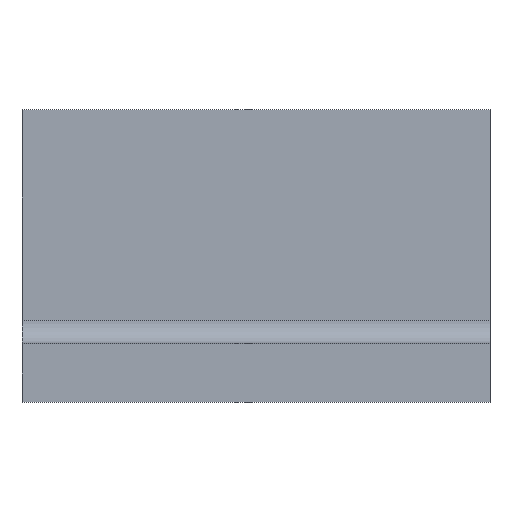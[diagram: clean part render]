
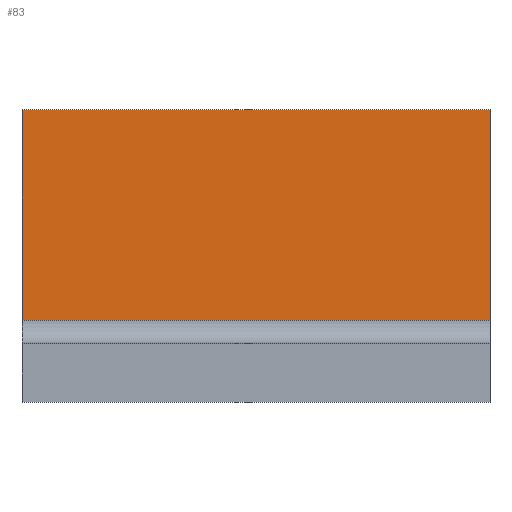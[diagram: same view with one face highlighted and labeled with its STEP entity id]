
A CAD part, front view. The second image highlights one B-rep face of the part: STEP entity #83.
In plain terms, the highlighted planar face has unit normal (0, -1, 0).
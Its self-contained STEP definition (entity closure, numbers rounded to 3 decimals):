
#83 = ADVANCED_FACE( '', ( #101 ), #102, .T. );
#101 = FACE_OUTER_BOUND( '', #119, .T. );
#102 = PLANE( '', #120 );
#119 = EDGE_LOOP( '', ( #183, #184, #185, #186 ) );
#120 = AXIS2_PLACEMENT_3D( '', #187, #188, #189 );
#183 = ORIENTED_EDGE( '', *, *, #204, .F. );
#184 = ORIENTED_EDGE( '', *, *, #195, .T. );
#185 = ORIENTED_EDGE( '', *, *, #210, .T. );
#186 = ORIENTED_EDGE( '', *, *, #191, .T. );
#187 = CARTESIAN_POINT( '', ( 100., 25., -37.5 ) );
#188 = DIRECTION( '', ( 0., -1., 0. ) );
#189 = DIRECTION( '', ( 0., 0., -1. ) );
#191 = EDGE_CURVE( '', #214, #211, #215, .T. );
#195 = EDGE_CURVE( '', #222, #219, #223, .F. );
#204 = EDGE_CURVE( '', #222, #211, #237, .T. );
#210 = EDGE_CURVE( '', #219, #214, #245, .T. );
#211 = VERTEX_POINT( '', #246 );
#214 = VERTEX_POINT( '', #250 );
#215 = LINE( '', #251, #252 );
#219 = VERTEX_POINT( '', #258 );
#222 = VERTEX_POINT( '', #261 );
#223 = LINE( '', #262, #263 );
#237 = LINE( '', #284, #285 );
#245 = LINE( '', #298, #299 );
#246 = CARTESIAN_POINT( '', ( -100., 25., 62.5 ) );
#250 = CARTESIAN_POINT( '', ( 100., 25., 62.5 ) );
#251 = CARTESIAN_POINT( '', ( 100., 25., 62.5 ) );
#252 = VECTOR( '', #301, 1000. );
#258 = CARTESIAN_POINT( '', ( 100., 25., -27.5 ) );
#261 = CARTESIAN_POINT( '', ( -100., 25., -27.5 ) );
#262 = CARTESIAN_POINT( '', ( 100., 25., -27.5 ) );
#263 = VECTOR( '', #307, 1000. );
#284 = CARTESIAN_POINT( '', ( -100., 25., -37.5 ) );
#285 = VECTOR( '', #318, 1000. );
#298 = CARTESIAN_POINT( '', ( 100., 25., -37.5 ) );
#299 = VECTOR( '', #324, 1000. );
#301 = DIRECTION( '', ( -1., 0., 0. ) );
#307 = DIRECTION( '', ( -1., 0., 0. ) );
#318 = DIRECTION( '', ( 0., 0., 1. ) );
#324 = DIRECTION( '', ( 0., 0., 1. ) );
